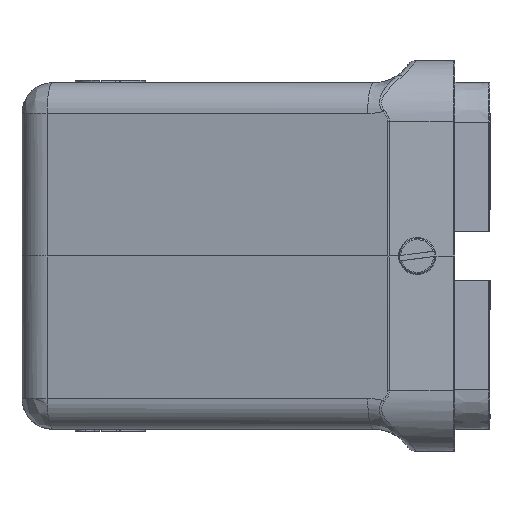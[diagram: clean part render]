
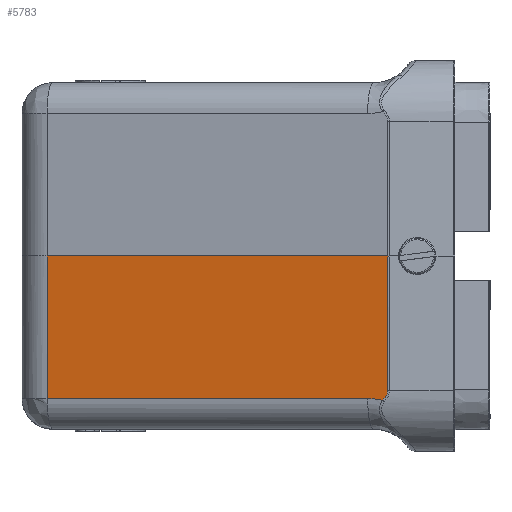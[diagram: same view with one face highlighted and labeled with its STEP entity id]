
A CAD part, left-side view. The second image highlights one B-rep face of the part: STEP entity #5783.
In plain terms, the highlighted planar face has unit normal (-0.982, 0.191, -0.009).
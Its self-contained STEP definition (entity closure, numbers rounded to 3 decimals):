
#3187 = LINE ( 'NONE', #3188, #9368 ) ;
#3188 = CARTESIAN_POINT ( 'NONE',  ( -50.115, 92.336, -39.685 ) ) ;
#3189 = DIRECTION ( 'NONE',  ( -0.009, 0., 1. ) ) ;
#3190 = LINE ( 'NONE', #3191, #9362 ) ;
#3191 = CARTESIAN_POINT ( 'NONE',  ( -49.366, 98., 0. ) ) ;
#3192 = DIRECTION ( 'NONE',  ( -0.191, -0.982, 0. ) ) ;
#3315 = LINE ( 'NONE', #3316, #9351 ) ;
#3316 = CARTESIAN_POINT ( 'NONE',  ( -65.198, 15.164, -30.372 ) ) ;
#3317 = DIRECTION ( 'NONE',  ( -0.009, 0.001, 1. ) ) ;
#4101 = CARTESIAN_POINT ( 'NONE',  ( -65.198, 15.164, -30.372 ) ) ;
#4134 = CARTESIAN_POINT ( 'NONE',  ( -64.957, 16.301, -32.665 ) ) ;
#4136 = CARTESIAN_POINT ( 'NONE',  ( -64.299, 19.702, -32.311 ) ) ;
#4138 = CARTESIAN_POINT ( 'NONE',  ( -50.18, 92.336, -32.311 ) ) ;
#5006 = CARTESIAN_POINT ( 'NONE',  ( -64.299, 19.702, -32.311 ) ) ;
#5007 = CARTESIAN_POINT ( 'NONE',  ( -64.522, 18.556, -32.311 ) ) ;
#5008 = CARTESIAN_POINT ( 'NONE',  ( -64.741, 17.422, -32.429 ) ) ;
#5009 = CARTESIAN_POINT ( 'NONE',  ( -64.957, 16.301, -32.665 ) ) ;
#5089 = LINE ( 'NONE', #5090, #8834 ) ;
#5090 = CARTESIAN_POINT ( 'NONE',  ( -49.09, 97.946, -32.311 ) ) ;
#5091 = DIRECTION ( 'NONE',  ( -0.191, -0.982, 0. ) ) ;
#5783 = ADVANCED_FACE ( 'NONE', ( #19112 ), #17357, .T. ) ;
#6218 = EDGE_CURVE ( 'NONE', #10628, #16045, #3187, .T. ) ;
#6219 = EDGE_CURVE ( 'NONE', #16045, #20864, #3190, .T. ) ;
#6227 = EDGE_CURVE ( 'NONE', #10591, #20864, #3315, .T. ) ;
#6295 = EDGE_CURVE ( 'NONE', #10624, #10591, #20328, .T. ) ;
#6476 = EDGE_CURVE ( 'NONE', #10626, #10624, #20300, .T. ) ;
#6481 = EDGE_CURVE ( 'NONE', #10628, #10626, #5089, .T. ) ;
#6566 = ORIENTED_EDGE ( 'NONE', *, *, #6218, .F. ) ;
#6568 = ORIENTED_EDGE ( 'NONE', *, *, #6219, .F. ) ;
#6569 = ORIENTED_EDGE ( 'NONE', *, *, #6295, .T. ) ;
#6570 = ORIENTED_EDGE ( 'NONE', *, *, #6476, .T. ) ;
#6571 = ORIENTED_EDGE ( 'NONE', *, *, #6227, .T. ) ;
#6572 = ORIENTED_EDGE ( 'NONE', *, *, #6481, .T. ) ;
#8834 = VECTOR ( 'NONE', #5091, 1000. ) ;
#9351 = VECTOR ( 'NONE', #3317, 1000. ) ;
#9362 = VECTOR ( 'NONE', #3192, 1000. ) ;
#9368 = VECTOR ( 'NONE', #3189, 1000. ) ;
#9427 = CARTESIAN_POINT ( 'NONE',  ( -64.957, 16.301, -32.665 ) ) ;
#9428 = CARTESIAN_POINT ( 'NONE',  ( -65.111, 15.543, -31.909 ) ) ;
#9429 = CARTESIAN_POINT ( 'NONE',  ( -65.191, 15.163, -31.145 ) ) ;
#9430 = CARTESIAN_POINT ( 'NONE',  ( -65.198, 15.164, -30.372 ) ) ;
#10591 = VERTEX_POINT ( 'NONE', #4101 ) ;
#10624 = VERTEX_POINT ( 'NONE', #4134 ) ;
#10626 = VERTEX_POINT ( 'NONE', #4136 ) ;
#10628 = VERTEX_POINT ( 'NONE', #4138 ) ;
#11052 = EDGE_LOOP ( 'NONE', ( #6572, #6570, #6569, #6571, #6568, #6566 ) ) ;
#11772 = CARTESIAN_POINT ( 'NONE',  ( -50.467, 92.336, 0. ) ) ;
#11954 = CARTESIAN_POINT ( 'NONE',  ( -65.463, 15.189, 0. ) ) ;
#16045 = VERTEX_POINT ( 'NONE', #11772 ) ;
#17357 = PLANE ( 'NONE',  #19513 ) ;
#17358 = CARTESIAN_POINT ( 'NONE',  ( -49.366, 98., 0. ) ) ;
#17359 = DIRECTION ( 'NONE',  ( -0.982, 0.191, -0.009 ) ) ;
#17360 = DIRECTION ( 'NONE',  ( -0.191, -0.982, 0. ) ) ;
#19112 = FACE_OUTER_BOUND ( 'NONE', #11052, .T. ) ;
#19513 = AXIS2_PLACEMENT_3D ( 'NONE', #17358, #17359, #17360 ) ;
#20300 = B_SPLINE_CURVE_WITH_KNOTS ( 'NONE', 3,
 ( #5006, #5007, #5008, #5009 ),
 .UNSPECIFIED., .F., .F.,
 ( 4, 4 ),
 ( 0., 1. ),
 .UNSPECIFIED. ) ;
#20328 = B_SPLINE_CURVE_WITH_KNOTS ( 'NONE', 3,
 ( #9427, #9428, #9429, #9430 ),
 .UNSPECIFIED., .F., .F.,
 ( 4, 4 ),
 ( 0., 1. ),
 .UNSPECIFIED. ) ;
#20864 = VERTEX_POINT ( 'NONE', #11954 ) ;
